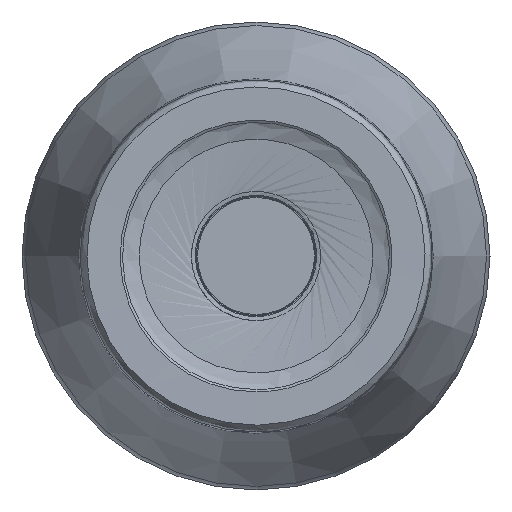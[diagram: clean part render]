
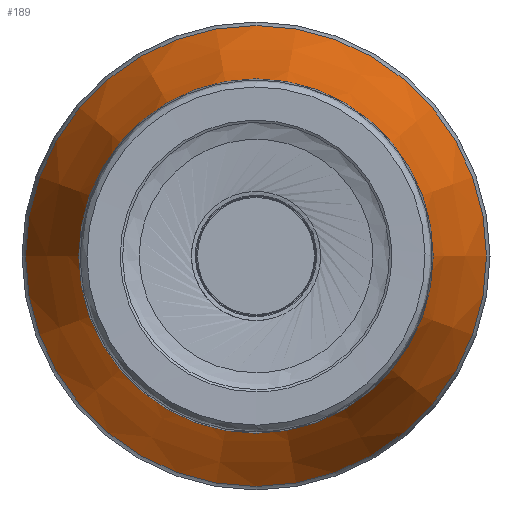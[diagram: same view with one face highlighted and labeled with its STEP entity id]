
A CAD part, left-side view. The second image highlights one B-rep face of the part: STEP entity #189.
In plain terms, the highlighted conical face has half-angle 20 degrees and reference radius 7.879 mm.
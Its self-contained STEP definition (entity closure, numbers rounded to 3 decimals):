
#176=CONICAL_SURFACE('',#450,7.879,20.);
#189=ADVANCED_FACE('',(#221,#222),#176,.T.);
#221=FACE_BOUND('',#271,.T.);
#222=FACE_BOUND('',#272,.T.);
#271=EDGE_LOOP('',(#321));
#272=EDGE_LOOP('',(#322));
#321=ORIENTED_EDGE('',*,*,#390,.F.);
#322=ORIENTED_EDGE('',*,*,#391,.T.);
#365=VERTEX_POINT('',#582);
#366=VERTEX_POINT('',#585);
#390=EDGE_CURVE('',#365,#365,#415,.T.);
#391=EDGE_CURVE('',#366,#366,#416,.T.);
#415=CIRCLE('',#447,5.7);
#416=CIRCLE('',#449,7.879);
#447=AXIS2_PLACEMENT_3D('',#581,#498,#499);
#449=AXIS2_PLACEMENT_3D('',#584,#502,#503);
#450=AXIS2_PLACEMENT_3D('',#586,#504,#505);
#498=DIRECTION('',(-1.,0.,0.));
#499=DIRECTION('',(0.,-1.,0.));
#502=DIRECTION('',(-1.,0.,0.));
#503=DIRECTION('',(0.,-1.,0.));
#504=DIRECTION('',(1.,0.,0.));
#505=DIRECTION('',(0.,1.,0.));
#581=CARTESIAN_POINT('',(38.,0.,0.));
#582=CARTESIAN_POINT('',(38.,-5.7,0.));
#584=CARTESIAN_POINT('',(43.988,0.,0.));
#585=CARTESIAN_POINT('',(43.988,-7.879,0.));
#586=CARTESIAN_POINT('',(43.988,0.,0.));
